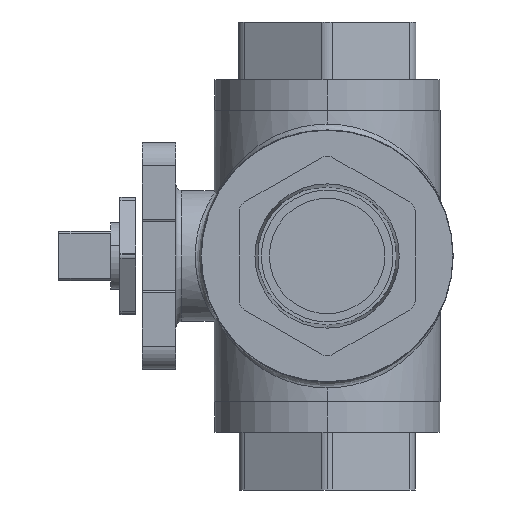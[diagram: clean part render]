
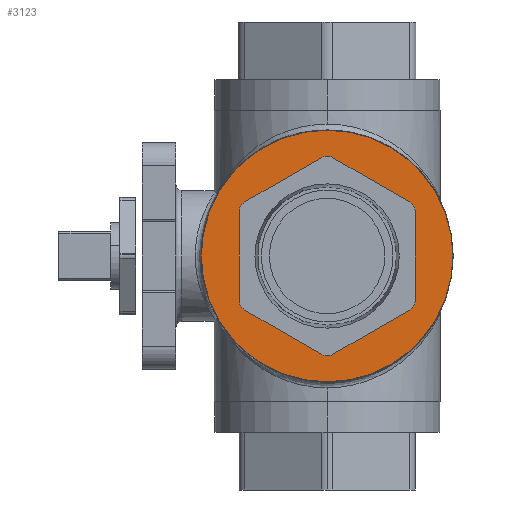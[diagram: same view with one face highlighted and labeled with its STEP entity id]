
A CAD part, left-side view. The second image highlights one B-rep face of the part: STEP entity #3123.
In plain terms, the highlighted planar face has unit normal (-1, 0, 0).
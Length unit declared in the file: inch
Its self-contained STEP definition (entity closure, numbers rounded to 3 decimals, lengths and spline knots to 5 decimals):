
#83 = EDGE_CURVE ( 'NONE', #1548, #5648, #5024, .T. ) ;
#146 = CARTESIAN_POINT ( 'NONE',  ( -0.07092, 0.15059, 0.89319 ) ) ;
#182 = DIRECTION ( 'NONE',  ( 1., 0., 0. ) ) ;
#277 = DIRECTION ( 'NONE',  ( 0., 0., 1. ) ) ;
#285 = EDGE_CURVE ( 'NONE', #8396, #9221, #5546, .T. ) ;
#358 = DIRECTION ( 'NONE',  ( 0., 0., 1. ) ) ;
#511 = EDGE_CURVE ( 'NONE', #6156, #9221, #2949, .T. ) ;
#603 = DIRECTION ( 'NONE',  ( 0., -0.866, -0.5 ) ) ;
#628 = ORIENTED_EDGE ( 'NONE', *, *, #3899, .F. ) ;
#707 = VERTEX_POINT ( 'NONE', #8974 ) ;
#712 = DIRECTION ( 'NONE',  ( 0., 0., 1. ) ) ;
#805 = CARTESIAN_POINT ( 'NONE',  ( -0.07092, -0.61191, 0.24342 ) ) ;
#823 = AXIS2_PLACEMENT_3D ( 'NONE', #5873, #7974, #8148 ) ;
#827 = FACE_BOUND ( 'NONE', #7548, .T. ) ;
#865 = ORIENTED_EDGE ( 'NONE', *, *, #83, .F. ) ;
#877 = VERTEX_POINT ( 'NONE', #7884 ) ;
#921 = CARTESIAN_POINT ( 'NONE',  ( -0.07092, -0.61191, -0.63704 ) ) ;
#1011 = CARTESIAN_POINT ( 'NONE',  ( -0.07092, 0.15059, -1.28681 ) ) ;
#1115 = CIRCLE ( 'NONE', #6451, 1.09 ) ;
#1280 = EDGE_LOOP ( 'NONE', ( #3320, #4352 ) ) ;
#1351 = CARTESIAN_POINT ( 'NONE',  ( -0.07092, 0.20059, -1.0484 ) ) ;
#1483 = ORIENTED_EDGE ( 'NONE', *, *, #2908, .F. ) ;
#1548 = VERTEX_POINT ( 'NONE', #4377 ) ;
#1551 = AXIS2_PLACEMENT_3D ( 'NONE', #9303, #5118, #712 ) ;
#1587 = CARTESIAN_POINT ( 'NONE',  ( -0.07092, 0.15059, -0.19681 ) ) ;
#1830 = CIRCLE ( 'NONE', #2895, 0.1 ) ;
#1836 = DIRECTION ( 'NONE',  ( 0., 0., 1. ) ) ;
#1908 = EDGE_CURVE ( 'NONE', #7425, #8642, #1115, .T. ) ;
#2077 = CARTESIAN_POINT ( 'NONE',  ( -0.07092, 0.15059, 0.66818 ) ) ;
#2152 = AXIS2_PLACEMENT_3D ( 'NONE', #3429, #2721, #358 ) ;
#2176 = DIRECTION ( 'NONE',  ( -1., 0., 0. ) ) ;
#2190 = AXIS2_PLACEMENT_3D ( 'NONE', #2464, #4714, #7437 ) ;
#2250 = LINE ( 'NONE', #805, #7466 ) ;
#2323 = EDGE_CURVE ( 'NONE', #3056, #4831, #2990, .T. ) ;
#2336 = VECTOR ( 'NONE', #603, 39.37008 ) ;
#2464 = CARTESIAN_POINT ( 'NONE',  ( -0.07092, 0.15059, -0.96179 ) ) ;
#2642 = CIRCLE ( 'NONE', #1551, 0.1 ) ;
#2648 = CIRCLE ( 'NONE', #7484, 0.1 ) ;
#2709 = ORIENTED_EDGE ( 'NONE', *, *, #2323, .F. ) ;
#2721 = DIRECTION ( 'NONE',  ( 1., 0., 0. ) ) ;
#2797 = EDGE_CURVE ( 'NONE', #877, #707, #1830, .T. ) ;
#2895 = AXIS2_PLACEMENT_3D ( 'NONE', #3855, #5940, #3801 ) ;
#2908 = EDGE_CURVE ( 'NONE', #6156, #707, #7774, .T. ) ;
#2949 = CIRCLE ( 'NONE', #2190, 0.1 ) ;
#2959 = ORIENTED_EDGE ( 'NONE', *, *, #7372, .T. ) ;
#2990 = LINE ( 'NONE', #3764, #8163 ) ;
#3017 = FACE_OUTER_BOUND ( 'NONE', #1280, .T. ) ;
#3053 = CIRCLE ( 'NONE', #2152, 0.1 ) ;
#3056 = VERTEX_POINT ( 'NONE', #4950 ) ;
#3065 = DIRECTION ( 'NONE',  ( 0., 0., 1. ) ) ;
#3123 = ADVANCED_FACE ( 'NONE', ( #827, #3017 ), #6610, .T. ) ;
#3313 = VERTEX_POINT ( 'NONE', #7054 ) ;
#3320 = ORIENTED_EDGE ( 'NONE', *, *, #5549, .T. ) ;
#3429 = CARTESIAN_POINT ( 'NONE',  ( -0.07092, 0.81309, -0.5793 ) ) ;
#3448 = EDGE_CURVE ( 'NONE', #7181, #4460, #2250, .T. ) ;
#3582 = CARTESIAN_POINT ( 'NONE',  ( -0.07092, 0.86309, 0.27229 ) ) ;
#3693 = VECTOR ( 'NONE', #6502, 39.37008 ) ;
#3764 = CARTESIAN_POINT ( 'NONE',  ( -0.07092, 0.91309, 0.24342 ) ) ;
#3801 = DIRECTION ( 'NONE',  ( 0., 0., 1. ) ) ;
#3846 = DIRECTION ( 'NONE',  ( 0., 0., 1. ) ) ;
#3855 = CARTESIAN_POINT ( 'NONE',  ( -0.07092, -0.51191, -0.5793 ) ) ;
#3899 = EDGE_CURVE ( 'NONE', #877, #3313, #5277, .T. ) ;
#4006 = VERTEX_POINT ( 'NONE', #2077 ) ;
#4041 = EDGE_CURVE ( 'NONE', #7181, #3313, #2648, .T. ) ;
#4231 = CARTESIAN_POINT ( 'NONE',  ( -0.07092, 0.86309, -0.6659 ) ) ;
#4266 = EDGE_CURVE ( 'NONE', #3056, #5648, #2642, .T. ) ;
#4305 = CARTESIAN_POINT ( 'NONE',  ( -0.07092, 0.15059, 0.68365 ) ) ;
#4352 = ORIENTED_EDGE ( 'NONE', *, *, #1908, .T. ) ;
#4377 = CARTESIAN_POINT ( 'NONE',  ( -0.07092, 0.20059, 0.65479 ) ) ;
#4435 = CARTESIAN_POINT ( 'NONE',  ( -0.07092, 0.15059, 0.56818 ) ) ;
#4460 = VERTEX_POINT ( 'NONE', #7666 ) ;
#4478 = DIRECTION ( 'NONE',  ( 1., 0., 0. ) ) ;
#4566 = CARTESIAN_POINT ( 'NONE',  ( -0.07092, 0.15059, 0.56818 ) ) ;
#4714 = DIRECTION ( 'NONE',  ( 1., 0., 0. ) ) ;
#4831 = VERTEX_POINT ( 'NONE', #5858 ) ;
#4905 = AXIS2_PLACEMENT_3D ( 'NONE', #4566, #4478, #5938 ) ;
#4950 = CARTESIAN_POINT ( 'NONE',  ( -0.07092, 0.91309, 0.18569 ) ) ;
#5024 = LINE ( 'NONE', #4305, #3693 ) ;
#5118 = DIRECTION ( 'NONE',  ( 1., 0., 0. ) ) ;
#5277 = LINE ( 'NONE', #921, #8360 ) ;
#5505 = AXIS2_PLACEMENT_3D ( 'NONE', #4435, #8318, #1836 ) ;
#5546 = LINE ( 'NONE', #7138, #2336 ) ;
#5549 = EDGE_CURVE ( 'NONE', #8642, #7425, #7949, .T. ) ;
#5648 = VERTEX_POINT ( 'NONE', #3582 ) ;
#5710 = DIRECTION ( 'NONE',  ( 0., -0.866, 0.5 ) ) ;
#5858 = CARTESIAN_POINT ( 'NONE',  ( -0.07092, 0.91309, -0.5793 ) ) ;
#5873 = CARTESIAN_POINT ( 'NONE',  ( -0.07092, 0.15059, -0.19681 ) ) ;
#5938 = DIRECTION ( 'NONE',  ( 0., 0., 1. ) ) ;
#5940 = DIRECTION ( 'NONE',  ( 1., 0., 0. ) ) ;
#6003 = EDGE_CURVE ( 'NONE', #1548, #4006, #6252, .T. ) ;
#6156 = VERTEX_POINT ( 'NONE', #9314 ) ;
#6252 = CIRCLE ( 'NONE', #5505, 0.1 ) ;
#6367 = CARTESIAN_POINT ( 'NONE',  ( -0.07092, 0.15059, -0.19681 ) ) ;
#6424 = ORIENTED_EDGE ( 'NONE', *, *, #285, .F. ) ;
#6451 = AXIS2_PLACEMENT_3D ( 'NONE', #6367, #7634, #6942 ) ;
#6502 = DIRECTION ( 'NONE',  ( 0., 0.866, -0.5 ) ) ;
#6610 = PLANE ( 'NONE',  #9104 ) ;
#6635 = DIRECTION ( 'NONE',  ( 0., 0.866, 0.5 ) ) ;
#6863 = CIRCLE ( 'NONE', #4905, 0.1 ) ;
#6942 = DIRECTION ( 'NONE',  ( 0., 0., 1. ) ) ;
#7054 = CARTESIAN_POINT ( 'NONE',  ( -0.07092, -0.61191, 0.18569 ) ) ;
#7114 = EDGE_CURVE ( 'NONE', #8396, #4831, #3053, .T. ) ;
#7138 = CARTESIAN_POINT ( 'NONE',  ( -0.07092, 0.91309, -0.63704 ) ) ;
#7181 = VERTEX_POINT ( 'NONE', #8570 ) ;
#7196 = ORIENTED_EDGE ( 'NONE', *, *, #2797, .T. ) ;
#7198 = ORIENTED_EDGE ( 'NONE', *, *, #511, .T. ) ;
#7368 = ORIENTED_EDGE ( 'NONE', *, *, #6003, .T. ) ;
#7372 = EDGE_CURVE ( 'NONE', #4006, #4460, #6863, .T. ) ;
#7425 = VERTEX_POINT ( 'NONE', #146 ) ;
#7437 = DIRECTION ( 'NONE',  ( 0., 0., 1. ) ) ;
#7466 = VECTOR ( 'NONE', #6635, 39.37008 ) ;
#7484 = AXIS2_PLACEMENT_3D ( 'NONE', #8119, #182, #277 ) ;
#7548 = EDGE_LOOP ( 'NONE', ( #9407, #9176, #628, #7196, #1483, #7198, #6424, #8460, #2709, #8604, #865, #7368, #2959 ) ) ;
#7634 = DIRECTION ( 'NONE',  ( -1., 0., 0. ) ) ;
#7666 = CARTESIAN_POINT ( 'NONE',  ( -0.07092, 0.10059, 0.65479 ) ) ;
#7774 = LINE ( 'NONE', #7862, #9096 ) ;
#7862 = CARTESIAN_POINT ( 'NONE',  ( -0.07092, 0.15059, -1.07726 ) ) ;
#7884 = CARTESIAN_POINT ( 'NONE',  ( -0.07092, -0.61191, -0.5793 ) ) ;
#7949 = CIRCLE ( 'NONE', #823, 1.09 ) ;
#7974 = DIRECTION ( 'NONE',  ( -1., 0., 0. ) ) ;
#8002 = DIRECTION ( 'NONE',  ( 0., 0., -1. ) ) ;
#8119 = CARTESIAN_POINT ( 'NONE',  ( -0.07092, -0.51191, 0.18569 ) ) ;
#8148 = DIRECTION ( 'NONE',  ( 0., 0., 1. ) ) ;
#8163 = VECTOR ( 'NONE', #8002, 39.37008 ) ;
#8318 = DIRECTION ( 'NONE',  ( 1., 0., 0. ) ) ;
#8360 = VECTOR ( 'NONE', #3846, 39.37008 ) ;
#8396 = VERTEX_POINT ( 'NONE', #4231 ) ;
#8460 = ORIENTED_EDGE ( 'NONE', *, *, #7114, .T. ) ;
#8570 = CARTESIAN_POINT ( 'NONE',  ( -0.07092, -0.56191, 0.27229 ) ) ;
#8604 = ORIENTED_EDGE ( 'NONE', *, *, #4266, .T. ) ;
#8642 = VERTEX_POINT ( 'NONE', #1011 ) ;
#8974 = CARTESIAN_POINT ( 'NONE',  ( -0.07092, -0.56191, -0.6659 ) ) ;
#9096 = VECTOR ( 'NONE', #5710, 39.37008 ) ;
#9104 = AXIS2_PLACEMENT_3D ( 'NONE', #1587, #2176, #3065 ) ;
#9176 = ORIENTED_EDGE ( 'NONE', *, *, #4041, .T. ) ;
#9221 = VERTEX_POINT ( 'NONE', #1351 ) ;
#9303 = CARTESIAN_POINT ( 'NONE',  ( -0.07092, 0.81309, 0.18569 ) ) ;
#9314 = CARTESIAN_POINT ( 'NONE',  ( -0.07092, 0.10059, -1.0484 ) ) ;
#9407 = ORIENTED_EDGE ( 'NONE', *, *, #3448, .F. ) ;
